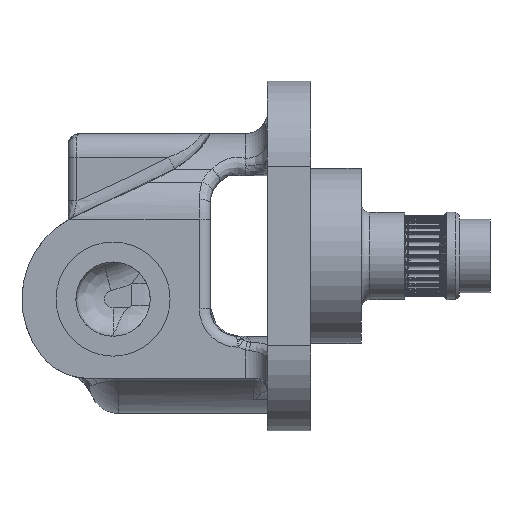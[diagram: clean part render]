
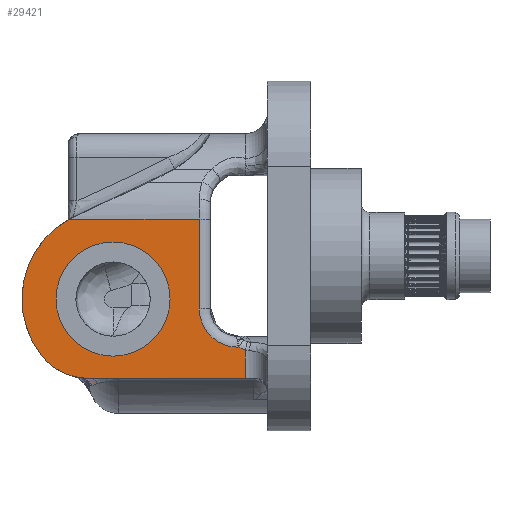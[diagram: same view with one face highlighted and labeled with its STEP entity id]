
A CAD part, left-side view. The second image highlights one B-rep face of the part: STEP entity #29421.
In plain terms, the highlighted planar face has unit normal (-1, 0, 0).
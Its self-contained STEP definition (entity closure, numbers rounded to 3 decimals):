
#221=FACE_BOUND('',#9938,.T.);
#4327=PLANE('',#32948);
#4366=LINE('',#41380,#5498);
#4470=LINE('',#43570,#5602);
#5476=LINE('',#56429,#6608);
#5477=LINE('',#56437,#6609);
#5479=LINE('',#56612,#6611);
#5498=VECTOR('',#33015,10.);
#5602=VECTOR('',#33489,10.);
#6608=VECTOR('',#41029,10.);
#6609=VECTOR('',#41040,10.);
#6611=VECTOR('',#41060,10.);
#8382=FACE_OUTER_BOUND('',#9937,.T.);
#9937=EDGE_LOOP('',(#27716,#27717,#27718,#27719,#27720,#27721,#27722,#27723,
#27724));
#9938=EDGE_LOOP('',(#27725));
#10038=B_SPLINE_CURVE_WITH_KNOTS('',3,(#42535,#42536,#42537,#42538),
 .UNSPECIFIED.,.F.,.F.,(4,4),(0.,0.154),
 .UNSPECIFIED.);
#11265=CIRCLE('',#29479,13.75);
#11295=CIRCLE('',#29524,20.836);
#11514=CIRCLE('',#32936,8.75);
#11522=CIRCLE('',#32949,13.05);
#11550=VERTEX_POINT('',#41370);
#11551=VERTEX_POINT('',#41372);
#11553=VERTEX_POINT('',#41378);
#11625=VERTEX_POINT('',#42245);
#11671=VERTEX_POINT('',#42469);
#11673=VERTEX_POINT('',#42528);
#14434=VERTEX_POINT('',#56427);
#14435=VERTEX_POINT('',#56431);
#14436=VERTEX_POINT('',#56435);
#14445=VERTEX_POINT('',#56614);
#14491=EDGE_CURVE('',#11550,#11551,#11265,.T.);
#14495=EDGE_CURVE('',#11550,#11553,#4366,.T.);
#14595=EDGE_CURVE('',#11625,#11551,#11295,.T.);
#14655=EDGE_CURVE('',#11671,#11673,#10038,.T.);
#14828=EDGE_CURVE('',#11673,#11553,#4470,.T.);
#18864=EDGE_CURVE('',#14434,#11671,#5476,.T.);
#18866=EDGE_CURVE('',#14435,#14434,#11514,.T.);
#18868=EDGE_CURVE('',#14436,#14435,#5477,.T.);
#18885=EDGE_CURVE('',#11625,#14436,#5479,.T.);
#18886=EDGE_CURVE('',#14445,#14445,#11522,.T.);
#27716=ORIENTED_EDGE('',*,*,#14655,.F.);
#27717=ORIENTED_EDGE('',*,*,#18864,.F.);
#27718=ORIENTED_EDGE('',*,*,#18866,.F.);
#27719=ORIENTED_EDGE('',*,*,#18868,.F.);
#27720=ORIENTED_EDGE('',*,*,#18885,.F.);
#27721=ORIENTED_EDGE('',*,*,#14595,.T.);
#27722=ORIENTED_EDGE('',*,*,#14491,.F.);
#27723=ORIENTED_EDGE('',*,*,#14495,.T.);
#27724=ORIENTED_EDGE('',*,*,#14828,.F.);
#27725=ORIENTED_EDGE('',*,*,#18886,.T.);
#29421=ADVANCED_FACE('',(#8382,#221),#4327,.T.);
#29479=AXIS2_PLACEMENT_3D('',#41373,#33007,#33008);
#29524=AXIS2_PLACEMENT_3D('',#42246,#33123,#33124);
#32936=AXIS2_PLACEMENT_3D('',#56433,#41034,#41035);
#32948=AXIS2_PLACEMENT_3D('',#56613,#41061,#41062);
#32949=AXIS2_PLACEMENT_3D('',#56615,#41063,#41064);
#33007=DIRECTION('center_axis',(1.,0.,0.));
#33008=DIRECTION('ref_axis',(0.,0.436,-0.9));
#33015=DIRECTION('',(0.,-1.,0.));
#33123=DIRECTION('center_axis',(-1.,0.,0.));
#33124=DIRECTION('ref_axis',(0.,0.,
-1.));
#33489=DIRECTION('',(0.,0.,-1.));
#41029=DIRECTION('',(0.,-1.,0.));
#41034=DIRECTION('center_axis',(-1.,0.,0.));
#41035=DIRECTION('ref_axis',(0.,0.707,-0.707));
#41040=DIRECTION('',(0.,0.,-1.));
#41060=DIRECTION('',(0.,-1.,0.));
#41061=DIRECTION('center_axis',(-1.,0.,0.));
#41062=DIRECTION('ref_axis',(0.,0.,
1.));
#41063=DIRECTION('center_axis',(1.,0.,0.));
#41064=DIRECTION('ref_axis',(0.,0.,
1.));
#41370=CARTESIAN_POINT('',(-57.675,-5.002,-31.073));
#41372=CARTESIAN_POINT('',(-57.675,5.791,-25.842));
#41373=CARTESIAN_POINT('Origin',(-57.675,-5.002,-17.323));
#41378=CARTESIAN_POINT('',(-57.675,-40.814,-31.073));
#41380=CARTESIAN_POINT('',(-57.675,-40.814,-31.073));
#42245=CARTESIAN_POINT('',(-57.675,-0.602,5.367));
#42246=CARTESIAN_POINT('Origin',(-57.675,-10.564,-12.933));
#42469=CARTESIAN_POINT('',(-57.675,-39.409,-23.933));
#42528=CARTESIAN_POINT('',(-57.675,-40.814,-24.547));
#42535=CARTESIAN_POINT('Ctrl Pts',(-57.675,-39.409,
-23.933));
#42536=CARTESIAN_POINT('Ctrl Pts',(-57.675,-39.844,
-24.205));
#42537=CARTESIAN_POINT('Ctrl Pts',(-57.675,-40.318,-24.413));
#42538=CARTESIAN_POINT('Ctrl Pts',(-57.675,-40.814,-24.547));
#43570=CARTESIAN_POINT('',(-57.675,-40.814,-17.073));
#56427=CARTESIAN_POINT('',(-57.675,-39.064,-23.933));
#56429=CARTESIAN_POINT('',(-57.675,-36.814,-23.933));
#56431=CARTESIAN_POINT('',(-57.675,-30.314,-15.183));
#56433=CARTESIAN_POINT('Origin',(-57.675,-39.064,-15.183));
#56435=CARTESIAN_POINT('',(-57.675,-30.314,5.367));
#56437=CARTESIAN_POINT('',(-57.675,-30.314,-7.893));
#56612=CARTESIAN_POINT('',(-57.675,-40.814,5.367));
#56613=CARTESIAN_POINT('Origin',(-57.675,-40.814,-31.073));
#56614=CARTESIAN_POINT('',(-57.675,-10.564,-25.983));
#56615=CARTESIAN_POINT('Origin',(-57.675,-10.564,-12.933));
